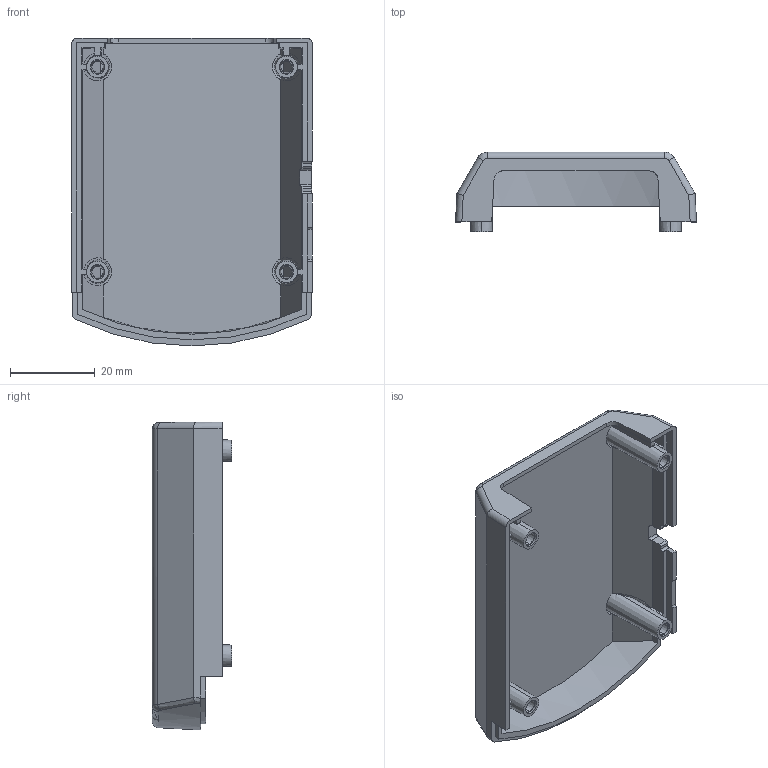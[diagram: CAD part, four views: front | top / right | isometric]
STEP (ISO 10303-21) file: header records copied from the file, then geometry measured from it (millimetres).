
FILE_DESCRIPTION (( 'STEP AP214' ), '1' );
FILE_NAME ('VI_top_9-15-14.STEP', '2014-09-16T15:10:24', ( 'MLGDTOP' ), ( 'Microsoft' ), 'SwSTEP 2.0', 'SolidWorks 2014', '' );
FILE_SCHEMA (( 'AUTOMOTIVE_DESIGN' ));
Length unit declared in the file: millimetre
Products named in the file (1): VI_top_9-15-14
Bounding box: 57.04 x 18.8 x 72.88 mm (x, y, z)
Volume: 15237.8 mm3; surface area: 13984.8 mm2
Topology: 1 solids, 1 shells, 173 faces, 473 edges, 310 vertices
Faces by surface type: plane 94, cylinder 47, cone 23, bspline 8, torus 1
Entity records: 5698 total; most frequent: CARTESIAN_POINT 1607, ORIENTED_EDGE 946, DIRECTION 750, EDGE_CURVE 473, VERTEX_POINT 310, LINE 252, VECTOR 252, AXIS2_PLACEMENT_3D 249
